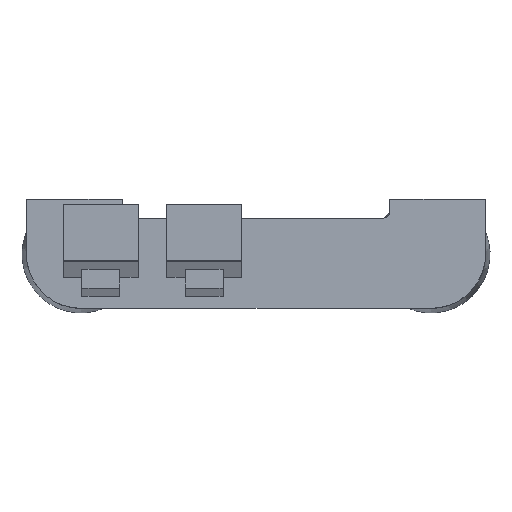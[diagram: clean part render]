
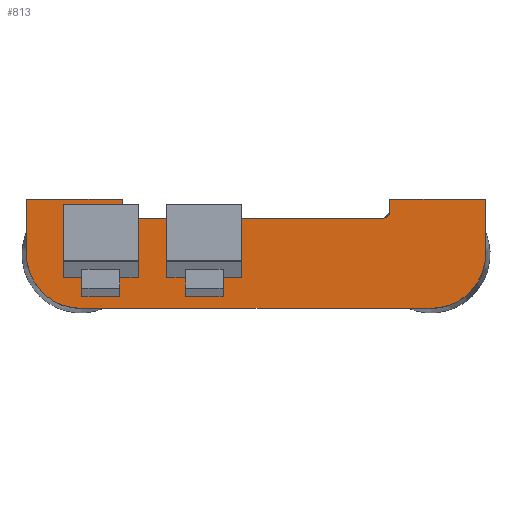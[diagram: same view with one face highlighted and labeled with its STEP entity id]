
A CAD part, top view. The second image highlights one B-rep face of the part: STEP entity #813.
In plain terms, the highlighted planar face has unit normal (0, 0, 1).
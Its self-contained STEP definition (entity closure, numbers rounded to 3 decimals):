
#655=FACE_OUTER_BOUND('',#1160,.T.);
#813=ADVANCED_FACE('',(#655),#979,.T.);
#979=PLANE('',#4567);
#1160=EDGE_LOOP('',(#1407,#1408,#1409,#1410,#1411,#1412,#1413,#1414,#1415,
#1416,#1417,#1418,#1419,#1420,#1421,#1422,#1423,#1424,#1425,#1426,#1427,
#1428,#1429,#1430,#1431,#1432,#1433,#1434));
#1407=ORIENTED_EDGE('',*,*,#2617,.T.);
#1408=ORIENTED_EDGE('',*,*,#2618,.F.);
#1409=ORIENTED_EDGE('',*,*,#2619,.T.);
#1410=ORIENTED_EDGE('',*,*,#2620,.T.);
#1411=ORIENTED_EDGE('',*,*,#2621,.T.);
#1412=ORIENTED_EDGE('',*,*,#2622,.T.);
#1413=ORIENTED_EDGE('',*,*,#2623,.F.);
#1414=ORIENTED_EDGE('',*,*,#2624,.T.);
#1415=ORIENTED_EDGE('',*,*,#2625,.T.);
#1416=ORIENTED_EDGE('',*,*,#2626,.F.);
#1417=ORIENTED_EDGE('',*,*,#2627,.T.);
#1418=ORIENTED_EDGE('',*,*,#2628,.T.);
#1419=ORIENTED_EDGE('',*,*,#2629,.T.);
#1420=ORIENTED_EDGE('',*,*,#2630,.T.);
#1421=ORIENTED_EDGE('',*,*,#2631,.F.);
#1422=ORIENTED_EDGE('',*,*,#2632,.T.);
#1423=ORIENTED_EDGE('',*,*,#2633,.F.);
#1424=ORIENTED_EDGE('',*,*,#2634,.F.);
#1425=ORIENTED_EDGE('',*,*,#2635,.T.);
#1426=ORIENTED_EDGE('',*,*,#2636,.F.);
#1427=ORIENTED_EDGE('',*,*,#2637,.F.);
#1428=ORIENTED_EDGE('',*,*,#2638,.F.);
#1429=ORIENTED_EDGE('',*,*,#2639,.F.);
#1430=ORIENTED_EDGE('',*,*,#2640,.F.);
#1431=ORIENTED_EDGE('',*,*,#2641,.T.);
#1432=ORIENTED_EDGE('',*,*,#2642,.T.);
#1433=ORIENTED_EDGE('',*,*,#2643,.F.);
#1434=ORIENTED_EDGE('',*,*,#2644,.T.);
#2311=VERTEX_POINT('',#5983);
#2312=VERTEX_POINT('',#5984);
#2313=VERTEX_POINT('',#5986);
#2314=VERTEX_POINT('',#5988);
#2315=VERTEX_POINT('',#5990);
#2316=VERTEX_POINT('',#5992);
#2317=VERTEX_POINT('',#5994);
#2318=VERTEX_POINT('',#5996);
#2319=VERTEX_POINT('',#5998);
#2320=VERTEX_POINT('',#6000);
#2321=VERTEX_POINT('',#6002);
#2322=VERTEX_POINT('',#6004);
#2323=VERTEX_POINT('',#6006);
#2324=VERTEX_POINT('',#6008);
#2325=VERTEX_POINT('',#6010);
#2326=VERTEX_POINT('',#6012);
#2327=VERTEX_POINT('',#6014);
#2328=VERTEX_POINT('',#6016);
#2329=VERTEX_POINT('',#6018);
#2330=VERTEX_POINT('',#6020);
#2331=VERTEX_POINT('',#6022);
#2332=VERTEX_POINT('',#6024);
#2333=VERTEX_POINT('',#6026);
#2334=VERTEX_POINT('',#6028);
#2335=VERTEX_POINT('',#6030);
#2336=VERTEX_POINT('',#6032);
#2337=VERTEX_POINT('',#6034);
#2338=VERTEX_POINT('',#6036);
#2617=EDGE_CURVE('',#2311,#2312,#3465,.T.);
#2618=EDGE_CURVE('',#2313,#2312,#3466,.T.);
#2619=EDGE_CURVE('',#2313,#2314,#3467,.T.);
#2620=EDGE_CURVE('',#2314,#2315,#3468,.T.);
#2621=EDGE_CURVE('',#2315,#2316,#3469,.T.);
#2622=EDGE_CURVE('',#2316,#2317,#3470,.T.);
#2623=EDGE_CURVE('',#2318,#2317,#3471,.T.);
#2624=EDGE_CURVE('',#2318,#2319,#3472,.T.);
#2625=EDGE_CURVE('',#2319,#2320,#3473,.T.);
#2626=EDGE_CURVE('',#2321,#2320,#3474,.T.);
#2627=EDGE_CURVE('',#2321,#2322,#3475,.T.);
#2628=EDGE_CURVE('',#2322,#2323,#3476,.T.);
#2629=EDGE_CURVE('',#2323,#2324,#3477,.T.);
#2630=EDGE_CURVE('',#2324,#2325,#3478,.T.);
#2631=EDGE_CURVE('',#2326,#2325,#3479,.T.);
#2632=EDGE_CURVE('',#2326,#2327,#3035,.T.);
#2633=EDGE_CURVE('',#2328,#2327,#3480,.T.);
#2634=EDGE_CURVE('',#2329,#2328,#3481,.T.);
#2635=EDGE_CURVE('',#2329,#2330,#3482,.T.);
#2636=EDGE_CURVE('',#2331,#2330,#3036,.T.);
#2637=EDGE_CURVE('',#2332,#2331,#3483,.T.);
#2638=EDGE_CURVE('',#2333,#2332,#3037,.T.);
#2639=EDGE_CURVE('',#2334,#2333,#3484,.T.);
#2640=EDGE_CURVE('',#2335,#2334,#3485,.T.);
#2641=EDGE_CURVE('',#2335,#2336,#3486,.T.);
#2642=EDGE_CURVE('',#2336,#2337,#3038,.T.);
#2643=EDGE_CURVE('',#2338,#2337,#3487,.T.);
#2644=EDGE_CURVE('',#2338,#2311,#3488,.T.);
#3035=CIRCLE('',#4563,0.3);
#3036=CIRCLE('',#4564,2.9);
#3037=CIRCLE('',#4565,2.9);
#3038=CIRCLE('',#4566,0.3);
#3465=LINE('',#5982,#3926);
#3466=LINE('',#5985,#3927);
#3467=LINE('',#5987,#3928);
#3468=LINE('',#5989,#3929);
#3469=LINE('',#5991,#3930);
#3470=LINE('',#5993,#3931);
#3471=LINE('',#5995,#3932);
#3472=LINE('',#5997,#3933);
#3473=LINE('',#5999,#3934);
#3474=LINE('',#6001,#3935);
#3475=LINE('',#6003,#3936);
#3476=LINE('',#6005,#3937);
#3477=LINE('',#6007,#3938);
#3478=LINE('',#6009,#3939);
#3479=LINE('',#6011,#3940);
#3480=LINE('',#6015,#3941);
#3481=LINE('',#6017,#3942);
#3482=LINE('',#6019,#3943);
#3483=LINE('',#6023,#3944);
#3484=LINE('',#6027,#3945);
#3485=LINE('',#6029,#3946);
#3486=LINE('',#6031,#3947);
#3487=LINE('',#6035,#3948);
#3488=LINE('',#6037,#3949);
#3926=VECTOR('',#4943,1.);
#3927=VECTOR('',#4944,1.);
#3928=VECTOR('',#4945,1.);
#3929=VECTOR('',#4946,1.);
#3930=VECTOR('',#4947,1.);
#3931=VECTOR('',#4948,1.);
#3932=VECTOR('',#4949,1.);
#3933=VECTOR('',#4950,1.);
#3934=VECTOR('',#4951,1.);
#3935=VECTOR('',#4952,1.);
#3936=VECTOR('',#4953,1.);
#3937=VECTOR('',#4954,1.);
#3938=VECTOR('',#4955,1.);
#3939=VECTOR('',#4956,1.);
#3940=VECTOR('',#4957,1.);
#3941=VECTOR('',#4960,1.);
#3942=VECTOR('',#4961,1.);
#3943=VECTOR('',#4962,1.);
#3944=VECTOR('',#4965,1.);
#3945=VECTOR('',#4968,1.);
#3946=VECTOR('',#4969,1.);
#3947=VECTOR('',#4970,1.);
#3948=VECTOR('',#4973,1.);
#3949=VECTOR('',#4974,1.);
#4563=AXIS2_PLACEMENT_3D('',#6013,#4958,#4959);
#4564=AXIS2_PLACEMENT_3D('',#6021,#4963,#4964);
#4565=AXIS2_PLACEMENT_3D('',#6025,#4966,#4967);
#4566=AXIS2_PLACEMENT_3D('',#6033,#4971,#4972);
#4567=AXIS2_PLACEMENT_3D('',#6038,#4975,#4976);
#4943=DIRECTION('',(-1.,0.,0.));
#4944=DIRECTION('',(0.,1.,0.));
#4945=DIRECTION('',(-1.,0.,0.));
#4946=DIRECTION('',(0.,1.,0.));
#4947=DIRECTION('',(-1.,0.,0.));
#4948=DIRECTION('',(0.,1.,0.));
#4949=DIRECTION('',(1.,0.,0.));
#4950=DIRECTION('',(0.,-1.,0.));
#4951=DIRECTION('',(-1.,0.,0.));
#4952=DIRECTION('',(0.,1.,0.));
#4953=DIRECTION('',(-1.,0.,0.));
#4954=DIRECTION('',(0.,1.,0.));
#4955=DIRECTION('',(-1.,0.,0.));
#4956=DIRECTION('',(0.,1.,0.));
#4957=DIRECTION('',(-1.,0.,0.));
#4958=DIRECTION('',(0.,0.,-1.));
#4959=DIRECTION('',(0.,-1.,0.));
#4960=DIRECTION('',(0.,-1.,0.));
#4961=DIRECTION('',(1.,0.,0.));
#4962=DIRECTION('',(0.,-1.,0.));
#4963=DIRECTION('',(0.,0.,-1.));
#4964=DIRECTION('',(1.,0.,0.));
#4965=DIRECTION('',(-1.,0.,0.));
#4966=DIRECTION('',(0.,0.,-1.));
#4967=DIRECTION('',(1.,0.,0.));
#4968=DIRECTION('',(0.,-1.,0.));
#4969=DIRECTION('',(1.,0.,0.));
#4970=DIRECTION('',(0.,-1.,0.));
#4971=DIRECTION('',(0.,0.,-1.));
#4972=DIRECTION('',(1.,0.,0.));
#4973=DIRECTION('',(1.,0.,0.));
#4974=DIRECTION('',(0.,-1.,0.));
#4975=DIRECTION('',(0.,0.,1.));
#4976=DIRECTION('',(1.,0.,0.));
#5982=CARTESIAN_POINT('',(-0.71,-1.259,11.));
#5983=CARTESIAN_POINT('',(-0.75,-1.259,11.));
#5984=CARTESIAN_POINT('',(-1.75,-1.259,11.));
#5985=CARTESIAN_POINT('',(-1.75,-3.19,11.));
#5986=CARTESIAN_POINT('',(-1.75,-2.267,11.));
#5987=CARTESIAN_POINT('',(-1.75,-2.267,11.));
#5988=CARTESIAN_POINT('',(-3.75,-2.267,11.));
#5989=CARTESIAN_POINT('',(-3.75,-2.9,11.));
#5990=CARTESIAN_POINT('',(-3.75,-1.259,11.));
#5991=CARTESIAN_POINT('',(-13.42,-1.259,11.));
#5992=CARTESIAN_POINT('',(-4.75,-1.259,11.));
#5993=CARTESIAN_POINT('',(-4.75,2.735,11.));
#5994=CARTESIAN_POINT('',(-4.75,1.9,11.));
#5995=CARTESIAN_POINT('',(-5.95,1.9,11.));
#5996=CARTESIAN_POINT('',(-6.25,1.9,11.));
#5997=CARTESIAN_POINT('',(-6.25,-1.302,11.));
#5998=CARTESIAN_POINT('',(-6.25,-1.259,11.));
#5999=CARTESIAN_POINT('',(-6.21,-1.259,11.));
#6000=CARTESIAN_POINT('',(-7.25,-1.259,11.));
#6001=CARTESIAN_POINT('',(-7.25,-3.19,11.));
#6002=CARTESIAN_POINT('',(-7.25,-2.267,11.));
#6003=CARTESIAN_POINT('',(-7.25,-2.267,11.));
#6004=CARTESIAN_POINT('',(-9.25,-2.267,11.));
#6005=CARTESIAN_POINT('',(-9.25,-2.9,11.));
#6006=CARTESIAN_POINT('',(-9.25,-1.259,11.));
#6007=CARTESIAN_POINT('',(-13.42,-1.259,11.));
#6008=CARTESIAN_POINT('',(-10.25,-1.259,11.));
#6009=CARTESIAN_POINT('',(-10.25,2.735,11.));
#6010=CARTESIAN_POINT('',(-10.25,1.9,11.));
#6011=CARTESIAN_POINT('',(-6.8,1.9,11.));
#6012=CARTESIAN_POINT('',(-6.8,1.9,11.));
#6013=CARTESIAN_POINT('',(-6.8,2.2,11.));
#6014=CARTESIAN_POINT('',(-7.1,2.2,11.));
#6015=CARTESIAN_POINT('',(-7.1,2.6,11.));
#6016=CARTESIAN_POINT('',(-7.1,2.9,11.));
#6017=CARTESIAN_POINT('',(-7.1,2.9,11.));
#6018=CARTESIAN_POINT('',(-12.2,2.9,11.));
#6019=CARTESIAN_POINT('',(-12.2,-3.19,11.));
#6020=CARTESIAN_POINT('',(-12.2,0.,11.));
#6021=CARTESIAN_POINT('',(-9.3,0.,11.));
#6022=CARTESIAN_POINT('',(-9.3,-2.9,11.));
#6023=CARTESIAN_POINT('',(-9.3,-2.9,11.));
#6024=CARTESIAN_POINT('',(9.3,-2.9,11.));
#6025=CARTESIAN_POINT('',(9.3,0.,11.));
#6026=CARTESIAN_POINT('',(12.2,0.,11.));
#6027=CARTESIAN_POINT('',(12.2,0.,11.));
#6028=CARTESIAN_POINT('',(12.2,2.9,11.));
#6029=CARTESIAN_POINT('',(12.2,2.9,11.));
#6030=CARTESIAN_POINT('',(7.1,2.9,11.));
#6031=CARTESIAN_POINT('',(7.1,2.6,11.));
#6032=CARTESIAN_POINT('',(7.1,2.2,11.));
#6033=CARTESIAN_POINT('',(6.8,2.2,11.));
#6034=CARTESIAN_POINT('',(6.8,1.9,11.));
#6035=CARTESIAN_POINT('',(-0.45,1.9,11.));
#6036=CARTESIAN_POINT('',(-0.75,1.9,11.));
#6037=CARTESIAN_POINT('',(-0.75,-1.302,11.));
#6038=CARTESIAN_POINT('',(-13.42,-3.19,11.));
